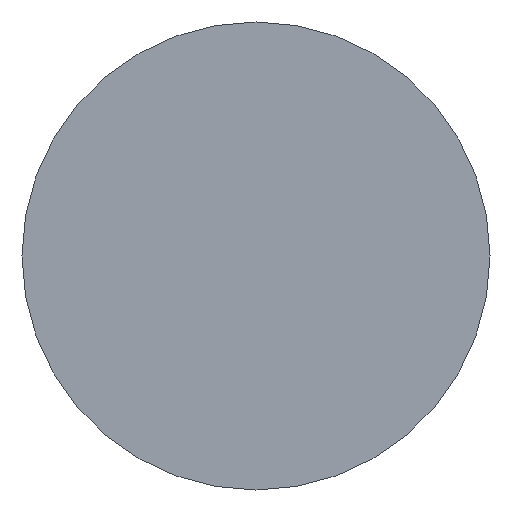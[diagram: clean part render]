
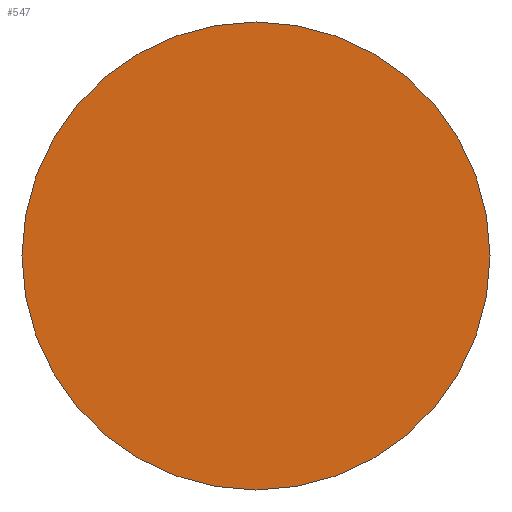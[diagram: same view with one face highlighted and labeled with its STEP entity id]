
A CAD part, front view. The second image highlights one B-rep face of the part: STEP entity #547.
In plain terms, the highlighted planar face has unit normal (0, -1, 0).
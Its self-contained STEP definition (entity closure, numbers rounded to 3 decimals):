
#54=PLANE('',#639);
#93=FACE_OUTER_BOUND('',#131,.T.);
#131=EDGE_LOOP('',(#453));
#197=CIRCLE('',#638,21.5);
#241=VERTEX_POINT('',#992);
#313=EDGE_CURVE('',#241,#241,#197,.T.);
#453=ORIENTED_EDGE('',*,*,#313,.T.);
#547=ADVANCED_FACE('',(#93),#54,.T.);
#638=AXIS2_PLACEMENT_3D('',#993,#789,#790);
#639=AXIS2_PLACEMENT_3D('',#995,#792,#793);
#789=DIRECTION('center_axis',(0.,-1.,0.));
#790=DIRECTION('ref_axis',(-1.,0.,0.));
#792=DIRECTION('center_axis',(0.,-1.,0.));
#793=DIRECTION('ref_axis',(0.,0.,-1.));
#992=CARTESIAN_POINT('',(21.5,0.,0.));
#993=CARTESIAN_POINT('Origin',(0.,0.,0.));
#995=CARTESIAN_POINT('Origin',(-10.75,0.,0.));
